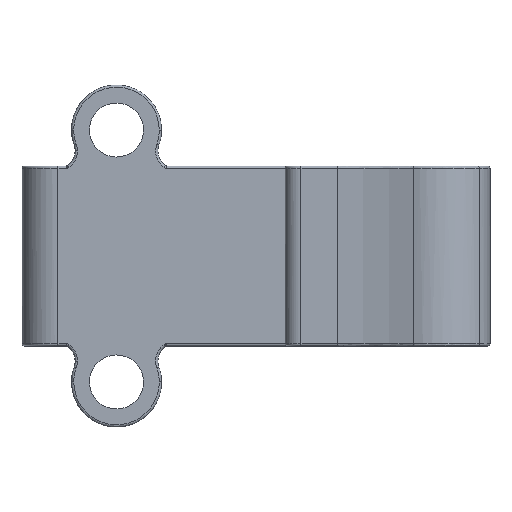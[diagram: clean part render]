
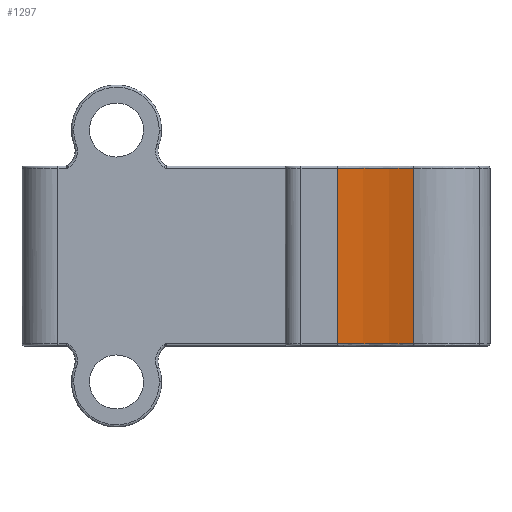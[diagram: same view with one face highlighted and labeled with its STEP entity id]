
A CAD part, front view. The second image highlights one B-rep face of the part: STEP entity #1297.
In plain terms, the highlighted free-form (B-spline) face has degree [2, 1] with [3, 2] control points.
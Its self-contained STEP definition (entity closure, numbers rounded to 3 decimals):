
#1275 = VERTEX_POINT('',#1276);
#1276 = CARTESIAN_POINT('',(-42.464,-2.619,
    -13.991));
#1281 = EDGE_CURVE('',#1282,#1275,#1284,.T.);
#1282 = VERTEX_POINT('',#1283);
#1283 = CARTESIAN_POINT('',(-42.464,-2.619,
    13.991));
#1284 = B_SPLINE_CURVE_WITH_KNOTS('',1,(#1285,#1286),.UNSPECIFIED.,.F.,
  .F.,(2,2),(0.25,19.75),.PIECEWISE_BEZIER_KNOTS.);
#1285 = CARTESIAN_POINT('',(-42.464,-2.619,
    13.991));
#1286 = CARTESIAN_POINT('',(-42.464,-2.619,
    -13.991));
#1297 = ADVANCED_FACE('',(#1298),#1322,.F.);
#1298 = FACE_BOUND('',#1299,.F.);
#1299 = EDGE_LOOP('',(#1300,#1308,#1315,#1321));
#1300 = ORIENTED_EDGE('',*,*,#1301,.F.);
#1301 = EDGE_CURVE('',#1302,#1282,#1304,.T.);
#1302 = VERTEX_POINT('',#1303);
#1303 = CARTESIAN_POINT('',(-30.26,-4.759,
    13.991));
#1304 = ( BOUNDED_CURVE() B_SPLINE_CURVE(2,(#1305,#1306,#1307),
.UNSPECIFIED.,.F.,.F.) B_SPLINE_CURVE_WITH_KNOTS((3,3),(1.224,
1.571),.PIECEWISE_BEZIER_KNOTS.) CURVE() 
GEOMETRIC_REPRESENTATION_ITEM() RATIONAL_B_SPLINE_CURVE((1.,
0.985,1.)) REPRESENTATION_ITEM('') );
#1305 = CARTESIAN_POINT('',(-30.26,-4.759,
    13.991));
#1306 = CARTESIAN_POINT('',(-36.174,-2.619,
    13.991));
#1307 = CARTESIAN_POINT('',(-42.464,-2.619,
    13.991));
#1308 = ORIENTED_EDGE('',*,*,#1309,.T.);
#1309 = EDGE_CURVE('',#1302,#1310,#1312,.T.);
#1310 = VERTEX_POINT('',#1311);
#1311 = CARTESIAN_POINT('',(-30.26,-4.759,
    -13.991));
#1312 = B_SPLINE_CURVE_WITH_KNOTS('',1,(#1313,#1314),.UNSPECIFIED.,.F.,
  .F.,(2,2),(0.25,19.75),.PIECEWISE_BEZIER_KNOTS.);
#1313 = CARTESIAN_POINT('',(-30.26,-4.759,
    13.991));
#1314 = CARTESIAN_POINT('',(-30.26,-4.759,
    -13.991));
#1315 = ORIENTED_EDGE('',*,*,#1316,.F.);
#1316 = EDGE_CURVE('',#1275,#1310,#1317,.T.);
#1317 = ( BOUNDED_CURVE() B_SPLINE_CURVE(2,(#1318,#1319,#1320),
.UNSPECIFIED.,.F.,.F.) B_SPLINE_CURVE_WITH_KNOTS((3,3),(4.712,
5.059),.PIECEWISE_BEZIER_KNOTS.) CURVE() 
GEOMETRIC_REPRESENTATION_ITEM() RATIONAL_B_SPLINE_CURVE((1.,
0.985,1.)) REPRESENTATION_ITEM('') );
#1318 = CARTESIAN_POINT('',(-42.464,-2.619,
    -13.991));
#1319 = CARTESIAN_POINT('',(-36.174,-2.619,
    -13.991));
#1320 = CARTESIAN_POINT('',(-30.26,-4.759,
    -13.991));
#1321 = ORIENTED_EDGE('',*,*,#1281,.F.);
#1322 = ( BOUNDED_SURFACE() B_SPLINE_SURFACE(2,1,(
    (#1323,#1324)
    ,(#1325,#1326)
    ,(#1327,#1328
)),.UNSPECIFIED.,.F.,.F.,.F.) B_SPLINE_SURFACE_WITH_KNOTS((3,3),(2,2),(
    1.571,1.918),(0.25,19.75),
.PIECEWISE_BEZIER_KNOTS.) GEOMETRIC_REPRESENTATION_ITEM() 
RATIONAL_B_SPLINE_SURFACE((
    (1.,1.)
    ,(0.985,0.985)
,(1.,1.))) REPRESENTATION_ITEM('') SURFACE() );
#1323 = CARTESIAN_POINT('',(-42.464,-2.619,
    13.991));
#1324 = CARTESIAN_POINT('',(-42.464,-2.619,
    -13.991));
#1325 = CARTESIAN_POINT('',(-36.174,-2.619,
    13.991));
#1326 = CARTESIAN_POINT('',(-36.174,-2.619,
    -13.991));
#1327 = CARTESIAN_POINT('',(-30.26,-4.759,
    13.991));
#1328 = CARTESIAN_POINT('',(-30.26,-4.759,
    -13.991));
